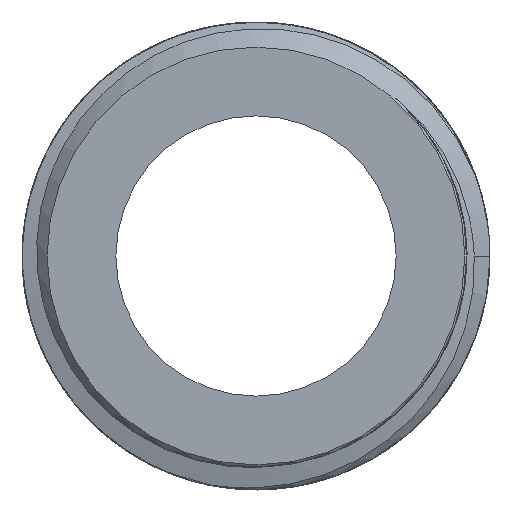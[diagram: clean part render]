
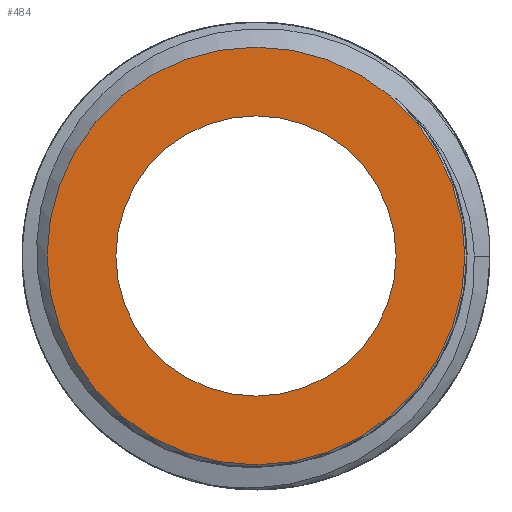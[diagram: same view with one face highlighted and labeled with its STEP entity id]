
A CAD part, left-side view. The second image highlights one B-rep face of the part: STEP entity #484.
In plain terms, the highlighted planar face has unit normal (-1, 0, 0).
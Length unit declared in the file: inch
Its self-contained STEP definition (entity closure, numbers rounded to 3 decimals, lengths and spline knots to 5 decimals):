
#16=FACE_BOUND('',#98,.T.);
#19=PLANE('',#547);
#68=FACE_OUTER_BOUND('',#97,.T.);
#97=EDGE_LOOP('',(#447));
#98=EDGE_LOOP('',(#448));
#142=CIRCLE('',#512,0.6485);
#153=CIRCLE('',#538,0.435);
#196=VERTEX_POINT('',#858);
#231=VERTEX_POINT('',#3127);
#244=EDGE_CURVE('',#196,#196,#142,.T.);
#300=EDGE_CURVE('',#231,#231,#153,.T.);
#447=ORIENTED_EDGE('',*,*,#244,.F.);
#448=ORIENTED_EDGE('',*,*,#300,.T.);
#484=ADVANCED_FACE('',(#68,#16),#19,.T.);
#512=AXIS2_PLACEMENT_3D('',#860,#562,#563);
#538=AXIS2_PLACEMENT_3D('',#3129,#625,#626);
#547=AXIS2_PLACEMENT_3D('',#3440,#644,#645);
#562=DIRECTION('center_axis',(1.,0.,0.));
#563=DIRECTION('ref_axis',(0.,1.,0.));
#625=DIRECTION('center_axis',(1.,0.,0.));
#626=DIRECTION('ref_axis',(0.,1.,0.));
#644=DIRECTION('center_axis',(-1.,0.,0.));
#645=DIRECTION('ref_axis',(0.,0.,1.));
#858=CARTESIAN_POINT('',(0.,-0.6485,0.));
#860=CARTESIAN_POINT('Origin',(0.,0.,
0.));
#3127=CARTESIAN_POINT('',(0.,-0.435,0.));
#3129=CARTESIAN_POINT('Origin',(0.,0.,
0.));
#3440=CARTESIAN_POINT('Origin',(0.,0.54175,0.));
